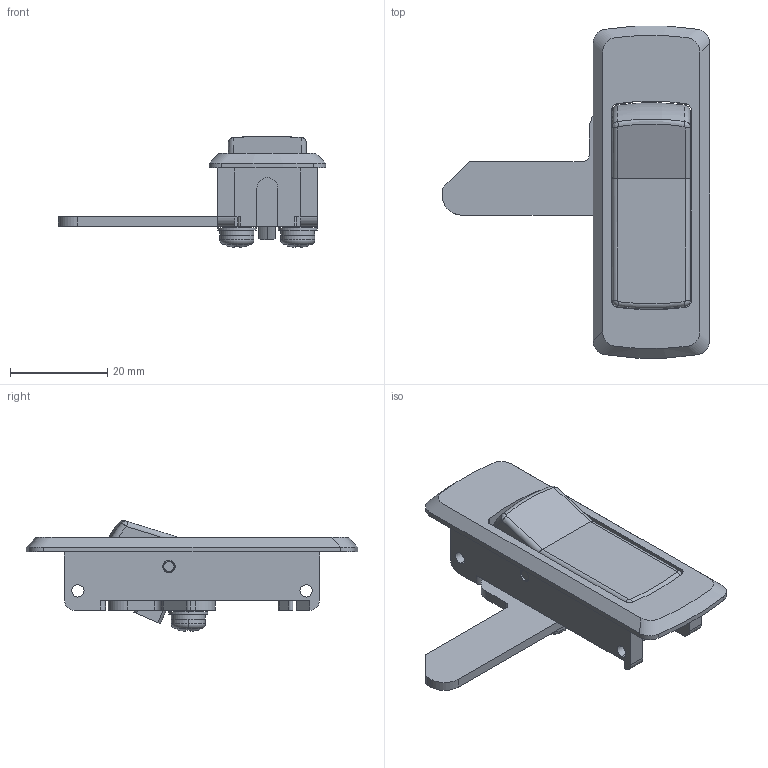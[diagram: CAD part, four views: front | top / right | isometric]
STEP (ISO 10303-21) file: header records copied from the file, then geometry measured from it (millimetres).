
FILE_DESCRIPTION (( 'STEP AP203' ), '1' );
FILE_NAME ('sone.STEP', '2021-06-28T05:15:13', ( '' ), ( '' ), 'SwSTEP 2.0', 'SolidWorks 2018', '' );
FILE_SCHEMA (( 'CONFIG_CONTROL_DESIGN' ));
Length unit declared in the file: millimetre
Products named in the file (10): A-256-4シャフト_20200623_寸法変更; 平ワッシャー_φ8; 十字穴付なべ小ねじ_M4×8; A-256-4止め金_公開用; 十字穴付なべ小ねじ_M4×8(セムスP=4); ばね座金_JIS B 1251 No.2 5; A-256-4僴儞僪儖_岞奐梡; A-256-4板ばね_組立図用; A-256-4本体_公開用; sone
Assembly tree (10 placements, depth 3):
  sone
    A-256-4本体_公開用
    A-256-4僴儞僪儖_岞奐梡
    A-256-4止め金_公開用
    A-256-4シャフト_20200623_寸法変更
    A-256-4板ばね_組立図用
    十字穴付なべ小ねじ_M4×8(セムスP=4)  x2
      十字穴付なべ小ねじ_M4×8
      ばね座金_JIS B 1251 No.2 5
      平ワッシャー_φ8
Bounding box: 55 x 68.33 x 22.82 mm (x, y, z)
Volume: 11480.5 mm3; surface area: 12172.8 mm2
Topology: 11 solids, 11 shells, 369 faces, 992 edges, 650 vertices
Faces by surface type: cylinder 171, plane 168, torus 16, bspline 8, sphere 4, cone 2
Entity records: 12352 total; most frequent: CARTESIAN_POINT 2511, DIRECTION 1925, ORIENTED_EDGE 1820, EDGE_CURVE 910, AXIS2_PLACEMENT_3D 710, VERTEX_POINT 596, VECTOR 505, LINE 505
